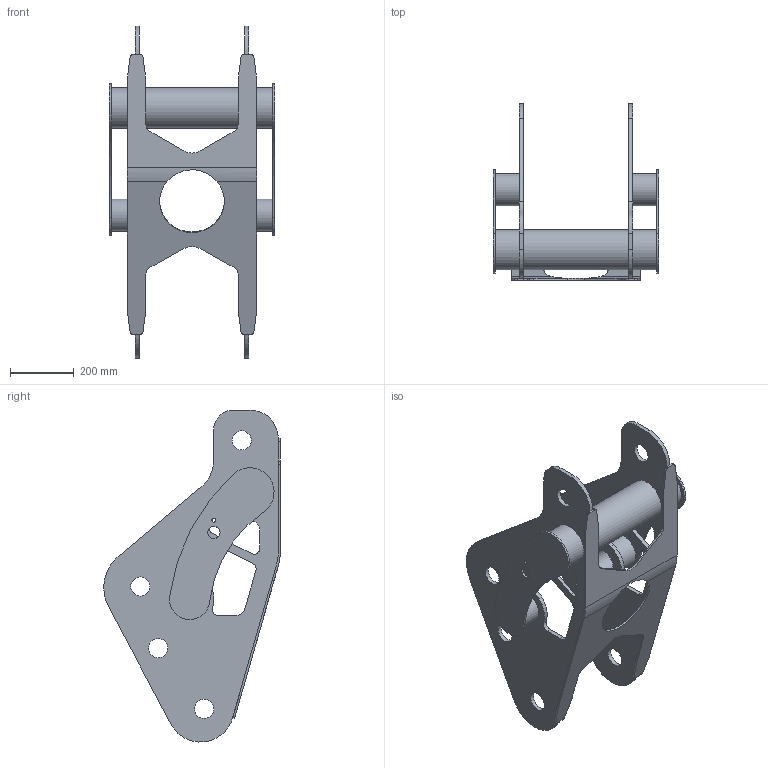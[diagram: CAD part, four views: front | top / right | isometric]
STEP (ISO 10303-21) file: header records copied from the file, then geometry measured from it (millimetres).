
FILE_DESCRIPTION( ( '' ), ' ' );
FILE_NAME( '5dee72afa4ec34155f60b14b.step', '2019-12-09T16:13:35', ( '' ), ( '' ), ' ', ' ', ' ' );
FILE_SCHEMA( ( 'AUTOMOTIVE_DESIGN { 1 0 10303 214 1 1 1 1 }' ) );
Length unit declared in the file: metre
Products named in the file (1): Part 3
Bounding box: 520.25 x 553.32 x 1040.75 mm (x, y, z)
Volume: 11667667 mm3; surface area: 2232900.1 mm2
Topology: 1 solids, 2 shells, 151 faces, 422 edges, 279 vertices
Faces by surface type: cylinder 87, plane 64
Full cylindrical faces by diameter (mm): 12.7 x2, 38.1 x2, 60 x8, 76.2 x2, 101.6 x3, 127 x3, 203.2 x1
Entity records: 6168 total; most frequent: CARTESIAN_POINT 914, DIRECTION 874, ORIENTED_EDGE 796, EDGE_CURVE 398, AXIS2_PLACEMENT_3D 326, VERTEX_POINT 276, LINE 222, VECTOR 222
